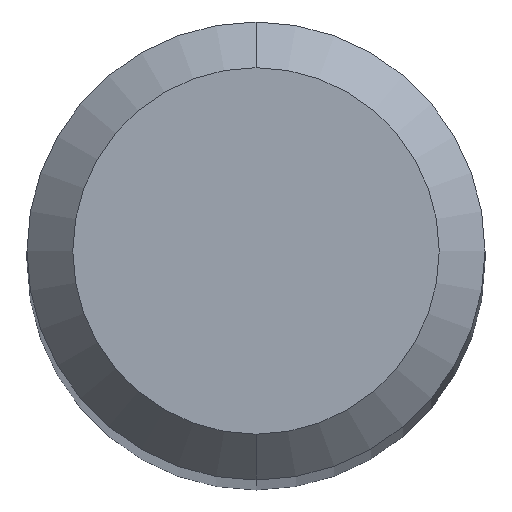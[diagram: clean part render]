
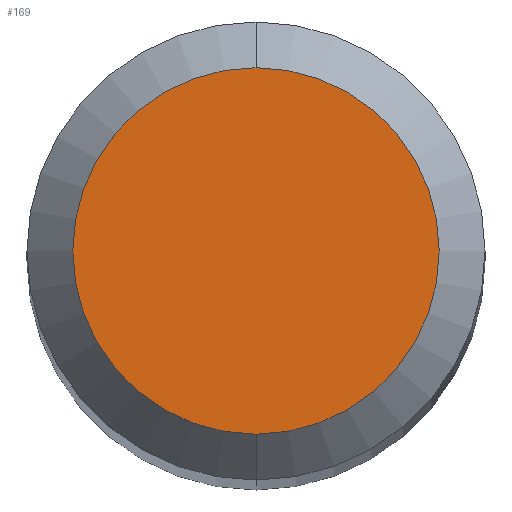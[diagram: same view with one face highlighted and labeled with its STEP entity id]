
A CAD part, top view. The second image highlights one B-rep face of the part: STEP entity #169.
In plain terms, the highlighted planar face has unit normal (0, 0, 1).
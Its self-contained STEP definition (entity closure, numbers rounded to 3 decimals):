
#169=ADVANCED_FACE('',(#460),#461,.T.);
#225=EDGE_CURVE('',#303,#311,#523,.T.);
#303=VERTEX_POINT('',#604);
#311=VERTEX_POINT('',#612);
#343=EDGE_CURVE('',#311,#303,#652,.T.);
#460=FACE_OUTER_BOUND('',#771,.T.);
#461=PLANE('',#772);
#523=CIRCLE('',#900,1.2);
#604=CARTESIAN_POINT('',(0.0,1.2,0.0));
#612=CARTESIAN_POINT('',(0.,-1.2,0.0));
#652=CIRCLE('',#1186,1.2);
#771=EDGE_LOOP('',(#1380,#1381));
#772=AXIS2_PLACEMENT_3D('',#1382,#1383,#1384);
#900=AXIS2_PLACEMENT_3D('',#1468,#1469,#1470);
#1186=AXIS2_PLACEMENT_3D('',#1590,#1591,#1592);
#1380=ORIENTED_EDGE('',*,*,#225,.F.);
#1381=ORIENTED_EDGE('',*,*,#343,.F.);
#1382=CARTESIAN_POINT('',(0.0,0.6,0.0));
#1383=DIRECTION('',(-0.0,0.0,1.0));
#1384=DIRECTION('',(0.0,-1.0,0.0));
#1468=CARTESIAN_POINT('',(0.0,0.0,0.0));
#1469=DIRECTION('',(0.0,0.0,-1.0));
#1470=DIRECTION('',(0.0,1.0,0.0));
#1590=CARTESIAN_POINT('',(0.0,0.0,0.0));
#1591=DIRECTION('',(0.0,0.0,-1.0));
#1592=DIRECTION('',(0.0,1.0,0.0));
